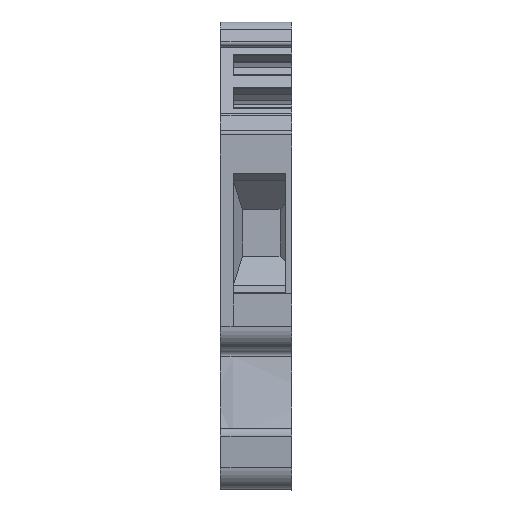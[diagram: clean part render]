
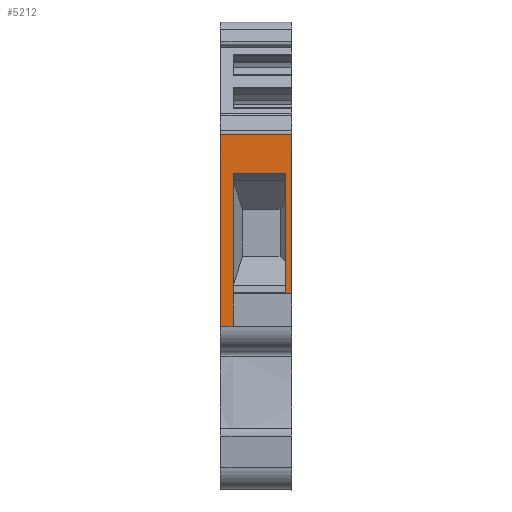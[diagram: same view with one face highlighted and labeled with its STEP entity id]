
A CAD part, front view. The second image highlights one B-rep face of the part: STEP entity #5212.
In plain terms, the highlighted planar face has unit normal (0, -1, 0).
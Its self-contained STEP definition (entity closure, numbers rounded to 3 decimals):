
#5151=AXIS2_PLACEMENT_3D('Plane Axis2P3D',#5148,#5149,#5150) ;
#945=CARTESIAN_POINT('Vertex',(0.,2.035,13.96)) ;
#948=CARTESIAN_POINT('Line Origine',(0.,2.035,22.139)) ;
#952=CARTESIAN_POINT('Vertex',(0.,2.035,30.317)) ;
#2258=CARTESIAN_POINT('Vertex',(6.1,2.035,30.317)) ;
#2261=CARTESIAN_POINT('Line Origine',(6.1,2.035,23.539)) ;
#2265=CARTESIAN_POINT('Vertex',(6.1,2.035,16.76)) ;
#5131=CARTESIAN_POINT('Vertex',(1.1,2.035,13.96)) ;
#5134=CARTESIAN_POINT('Line Origine',(0.,2.035,13.96)) ;
#5148=CARTESIAN_POINT('Axis2P3D Location',(0.1,2.035,30.317)) ;
#5153=CARTESIAN_POINT('Line Origine',(1.1,2.035,15.36)) ;
#5157=CARTESIAN_POINT('Vertex',(1.1,2.035,16.76)) ;
#5160=CARTESIAN_POINT('Line Origine',(3.6,2.035,16.76)) ;
#5165=CARTESIAN_POINT('Line Origine',(3.05,2.035,30.317)) ;
#5178=CARTESIAN_POINT('Line Origine',(1.1,2.035,21.96)) ;
#5182=CARTESIAN_POINT('Vertex',(1.1,2.035,16.854)) ;
#5184=CARTESIAN_POINT('Vertex',(1.1,2.035,27.066)) ;
#5187=CARTESIAN_POINT('Line Origine',(3.35,2.035,27.066)) ;
#5191=CARTESIAN_POINT('Vertex',(5.6,2.035,27.066)) ;
#5194=CARTESIAN_POINT('Line Origine',(5.6,2.035,21.96)) ;
#5198=CARTESIAN_POINT('Vertex',(5.6,2.035,16.854)) ;
#5201=CARTESIAN_POINT('Line Origine',(3.35,2.035,16.854)) ;
#949=DIRECTION('Vector Direction',(0.,0.,1.)) ;
#2262=DIRECTION('Vector Direction',(0.,0.,-1.)) ;
#5135=DIRECTION('Vector Direction',(-1.,0.,0.)) ;
#5149=DIRECTION('Axis2P3D Direction',(0.,1.,0.)) ;
#5150=DIRECTION('Axis2P3D XDirection',(0.,0.,-1.)) ;
#5154=DIRECTION('Vector Direction',(0.,0.,1.)) ;
#5161=DIRECTION('Vector Direction',(-1.,0.,0.)) ;
#5166=DIRECTION('Vector Direction',(-1.,0.,0.)) ;
#5179=DIRECTION('Vector Direction',(0.,0.,1.)) ;
#5188=DIRECTION('Vector Direction',(-1.,0.,0.)) ;
#5195=DIRECTION('Vector Direction',(0.,0.,-1.)) ;
#5202=DIRECTION('Vector Direction',(-1.,0.,0.)) ;
#950=VECTOR('Line Direction',#949,1.) ;
#2263=VECTOR('Line Direction',#2262,1.) ;
#5136=VECTOR('Line Direction',#5135,1.) ;
#5155=VECTOR('Line Direction',#5154,1.) ;
#5162=VECTOR('Line Direction',#5161,1.) ;
#5167=VECTOR('Line Direction',#5166,1.) ;
#5180=VECTOR('Line Direction',#5179,1.) ;
#5189=VECTOR('Line Direction',#5188,1.) ;
#5196=VECTOR('Line Direction',#5195,1.) ;
#5203=VECTOR('Line Direction',#5202,1.) ;
#5171=ORIENTED_EDGE('',*,*,#5138,.F.) ;
#5172=ORIENTED_EDGE('',*,*,#5159,.F.) ;
#5173=ORIENTED_EDGE('',*,*,#5164,.F.) ;
#5174=ORIENTED_EDGE('',*,*,#2267,.T.) ;
#5175=ORIENTED_EDGE('',*,*,#5169,.T.) ;
#5176=ORIENTED_EDGE('',*,*,#954,.T.) ;
#5207=ORIENTED_EDGE('',*,*,#5186,.T.) ;
#5208=ORIENTED_EDGE('',*,*,#5193,.F.) ;
#5209=ORIENTED_EDGE('',*,*,#5200,.T.) ;
#5210=ORIENTED_EDGE('',*,*,#5205,.T.) ;
#5211=FACE_BOUND('',#5206,.T.) ;
#5212=ADVANCED_FACE('KLTR WTL4',(#5177,#5211),#5152,.F.) ;
#954=EDGE_CURVE('',#953,#946,#951,.F.) ;
#2267=EDGE_CURVE('',#2266,#2259,#2264,.F.) ;
#5138=EDGE_CURVE('',#5132,#946,#5137,.T.) ;
#5159=EDGE_CURVE('',#5158,#5132,#5156,.F.) ;
#5164=EDGE_CURVE('',#2266,#5158,#5163,.T.) ;
#5169=EDGE_CURVE('',#2259,#953,#5168,.T.) ;
#5186=EDGE_CURVE('',#5183,#5185,#5181,.T.) ;
#5193=EDGE_CURVE('',#5192,#5185,#5190,.T.) ;
#5200=EDGE_CURVE('',#5192,#5199,#5197,.T.) ;
#5205=EDGE_CURVE('',#5199,#5183,#5204,.T.) ;
#5170=EDGE_LOOP('',(#5171,#5172,#5173,#5174,#5175,#5176)) ;
#5206=EDGE_LOOP('',(#5207,#5208,#5209,#5210)) ;
#5177=FACE_OUTER_BOUND('',#5170,.T.) ;
#951=LINE('Line',#948,#950) ;
#2264=LINE('Line',#2261,#2263) ;
#5137=LINE('Line',#5134,#5136) ;
#5156=LINE('Line',#5153,#5155) ;
#5163=LINE('Line',#5160,#5162) ;
#5168=LINE('Line',#5165,#5167) ;
#5181=LINE('Line',#5178,#5180) ;
#5190=LINE('Line',#5187,#5189) ;
#5197=LINE('Line',#5194,#5196) ;
#5204=LINE('Line',#5201,#5203) ;
#5152=PLANE('',#5151) ;
#946=VERTEX_POINT('',#945) ;
#953=VERTEX_POINT('',#952) ;
#2259=VERTEX_POINT('',#2258) ;
#2266=VERTEX_POINT('',#2265) ;
#5132=VERTEX_POINT('',#5131) ;
#5158=VERTEX_POINT('',#5157) ;
#5183=VERTEX_POINT('',#5182) ;
#5185=VERTEX_POINT('',#5184) ;
#5192=VERTEX_POINT('',#5191) ;
#5199=VERTEX_POINT('',#5198) ;
